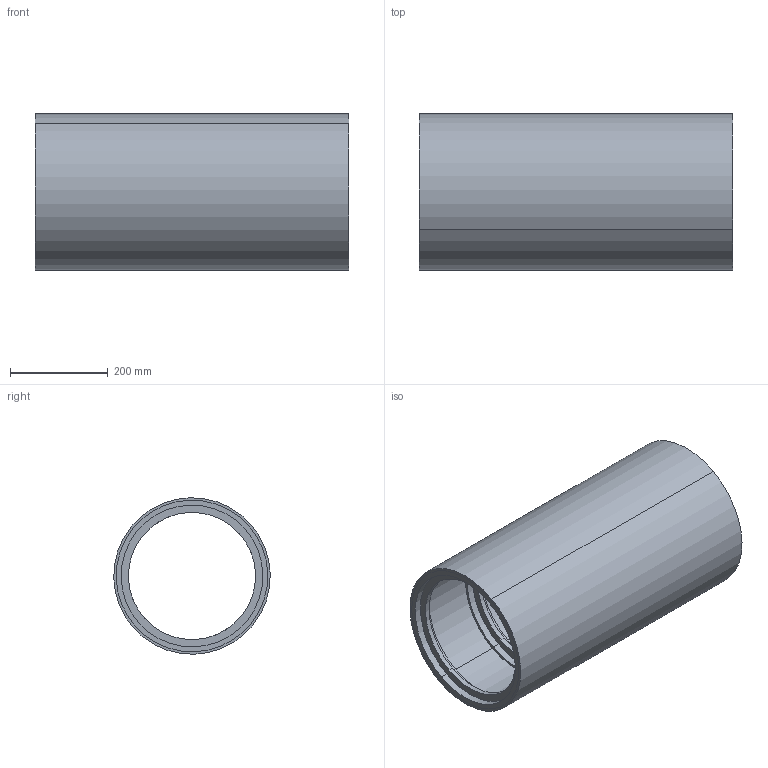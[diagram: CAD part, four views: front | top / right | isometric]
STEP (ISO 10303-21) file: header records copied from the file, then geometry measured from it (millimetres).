
FILE_DESCRIPTION(('CATIA V5 STEP Exchange'),'2;1');
FILE_NAME('Part005.stp','2022-05-15T12:16:32+00:00',('none'),('none'),'CATIA Version 5 Release 21 GA (IN-10)','CATIA V5 STEP AP203','none');
FILE_SCHEMA(('CONFIG_CONTROL_DESIGN'));
Length unit declared in the file: millimetre
Products named in the file (1): Part1
Bounding box: 640 x 319.91 x 319.91 mm (x, y, z)
Volume: 7807666.1 mm3; surface area: 2054287.1 mm2
Topology: 1 solids, 2 shells, 64 faces, 134 edges, 91 vertices
Faces by surface type: cylinder 42, plane 22
Entity records: 1591 total; most frequent: CARTESIAN_POINT 336, ORIENTED_EDGE 256, DIRECTION 178, EDGE_CURVE 130, AXIS2_PLACEMENT_3D 106, VERTEX_POINT 84, EDGE_LOOP 82, CIRCLE 80
